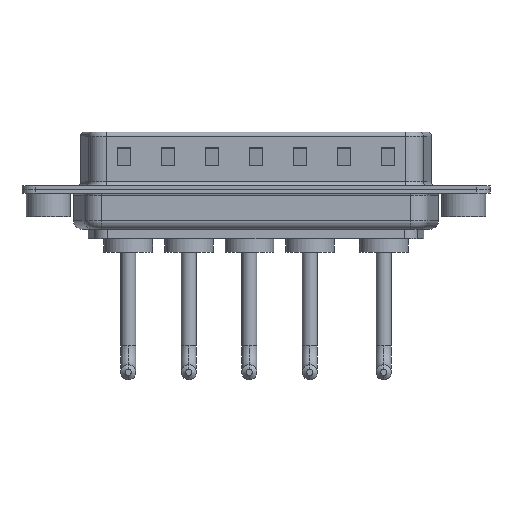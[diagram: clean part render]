
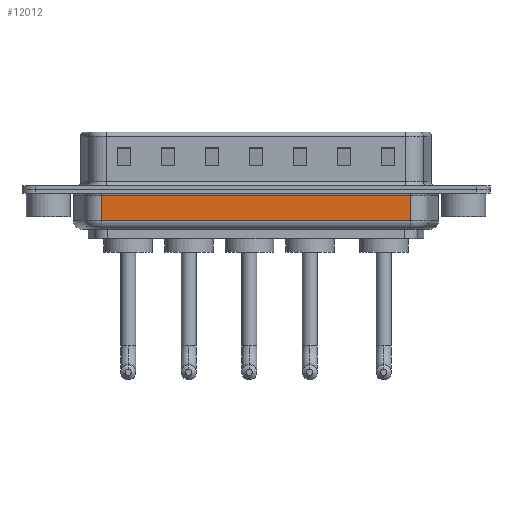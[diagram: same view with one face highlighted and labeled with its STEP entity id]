
A CAD part, front view. The second image highlights one B-rep face of the part: STEP entity #12012.
In plain terms, the highlighted planar face has unit normal (0, -1, 0).
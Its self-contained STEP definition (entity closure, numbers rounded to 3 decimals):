
#291 = CARTESIAN_POINT ( 'NONE',  ( 6.006, -5.35, -0.65 ) ) ;
#422 = CARTESIAN_POINT ( 'NONE',  ( 6.006, -5.35, -3.5 ) ) ;
#623 = FACE_OUTER_BOUND ( 'NONE', #5083, .T. ) ;
#941 = VERTEX_POINT ( 'NONE', #11490 ) ;
#1827 = CARTESIAN_POINT ( 'NONE',  ( 41.044, -5.35, -3.5 ) ) ;
#2032 = ORIENTED_EDGE ( 'NONE', *, *, #2534, .T. ) ;
#2180 = AXIS2_PLACEMENT_3D ( 'NONE', #5077, #12890, #2890 ) ;
#2534 = EDGE_CURVE ( 'NONE', #941, #5292, #5020, .T. ) ;
#2565 = LINE ( 'NONE', #7009, #13964 ) ;
#2890 = DIRECTION ( 'NONE',  ( 0., 0., 1. ) ) ;
#4797 = DIRECTION ( 'NONE',  ( 1., 0., 0. ) ) ;
#4853 = VECTOR ( 'NONE', #9688, 1000. ) ;
#5002 = PLANE ( 'NONE',  #2180 ) ;
#5010 = VERTEX_POINT ( 'NONE', #291 ) ;
#5020 = LINE ( 'NONE', #422, #9267 ) ;
#5077 = CARTESIAN_POINT ( 'NONE',  ( 6.006, -5.35, -4.5 ) ) ;
#5083 = EDGE_LOOP ( 'NONE', ( #9017, #2032, #8950, #10181 ) ) ;
#5155 = DIRECTION ( 'NONE',  ( 0., 0., 1. ) ) ;
#5292 = VERTEX_POINT ( 'NONE', #1827 ) ;
#5327 = EDGE_CURVE ( 'NONE', #7566, #5010, #13063, .T. ) ;
#6340 = CARTESIAN_POINT ( 'NONE',  ( 6.006, -5.35, -0.65 ) ) ;
#6631 = EDGE_CURVE ( 'NONE', #5292, #7566, #2565, .T. ) ;
#7009 = CARTESIAN_POINT ( 'NONE',  ( 41.044, -5.35, -4.5 ) ) ;
#7566 = VERTEX_POINT ( 'NONE', #9549 ) ;
#8192 = EDGE_CURVE ( 'NONE', #941, #5010, #14206, .T. ) ;
#8950 = ORIENTED_EDGE ( 'NONE', *, *, #6631, .T. ) ;
#9017 = ORIENTED_EDGE ( 'NONE', *, *, #8192, .F. ) ;
#9267 = VECTOR ( 'NONE', #4797, 1000. ) ;
#9493 = DIRECTION ( 'NONE',  ( 0., 0., 1. ) ) ;
#9549 = CARTESIAN_POINT ( 'NONE',  ( 41.044, -5.35, -0.65 ) ) ;
#9688 = DIRECTION ( 'NONE',  ( -1., 0., 0. ) ) ;
#10181 = ORIENTED_EDGE ( 'NONE', *, *, #5327, .T. ) ;
#10984 = CARTESIAN_POINT ( 'NONE',  ( 6.006, -5.35, -4.5 ) ) ;
#11439 = VECTOR ( 'NONE', #5155, 1000. ) ;
#11490 = CARTESIAN_POINT ( 'NONE',  ( 6.006, -5.35, -3.5 ) ) ;
#12012 = ADVANCED_FACE ( 'NONE', ( #623 ), #5002, .F. ) ;
#12890 = DIRECTION ( 'NONE',  ( 0., 1., 0. ) ) ;
#13063 = LINE ( 'NONE', #6340, #4853 ) ;
#13964 = VECTOR ( 'NONE', #9493, 1000. ) ;
#14206 = LINE ( 'NONE', #10984, #11439 ) ;
